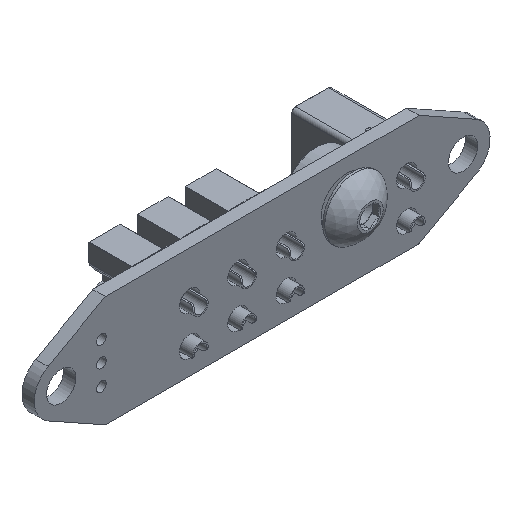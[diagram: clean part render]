
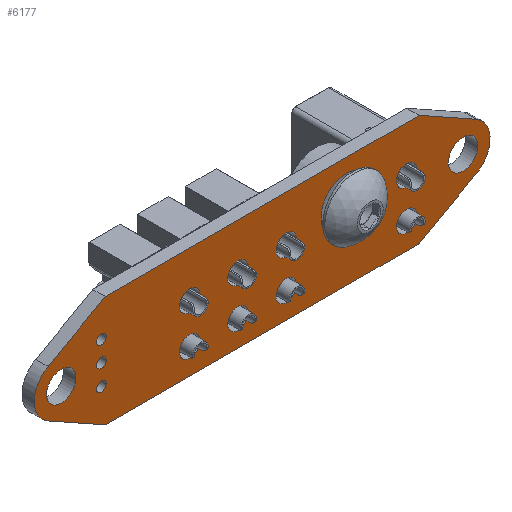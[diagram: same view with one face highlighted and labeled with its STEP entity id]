
A CAD part, isometric view. The second image highlights one B-rep face of the part: STEP entity #6177.
In plain terms, the highlighted planar face has unit normal (0, -1, 0).
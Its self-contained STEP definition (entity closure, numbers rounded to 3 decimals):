
#260=FACE_BOUND('',#1343,.T.);
#261=FACE_BOUND('',#1344,.T.);
#262=FACE_BOUND('',#1345,.T.);
#263=FACE_BOUND('',#1346,.T.);
#264=FACE_BOUND('',#1347,.T.);
#265=FACE_BOUND('',#1348,.T.);
#266=FACE_BOUND('',#1349,.T.);
#267=FACE_BOUND('',#1350,.T.);
#268=FACE_BOUND('',#1351,.T.);
#269=FACE_BOUND('',#1352,.T.);
#270=FACE_BOUND('',#1353,.T.);
#271=FACE_BOUND('',#1354,.T.);
#272=FACE_BOUND('',#1355,.T.);
#273=FACE_BOUND('',#1356,.T.);
#411=PLANE('',#6973);
#941=FACE_OUTER_BOUND('',#1342,.T.);
#1342=EDGE_LOOP('',(#5780,#5781,#5782,#5783,#5784,#5785,#5786,#5787));
#1343=EDGE_LOOP('',(#5788));
#1344=EDGE_LOOP('',(#5789));
#1345=EDGE_LOOP('',(#5790));
#1346=EDGE_LOOP('',(#5791));
#1347=EDGE_LOOP('',(#5792));
#1348=EDGE_LOOP('',(#5793));
#1349=EDGE_LOOP('',(#5794));
#1350=EDGE_LOOP('',(#5795));
#1351=EDGE_LOOP('',(#5796));
#1352=EDGE_LOOP('',(#5797));
#1353=EDGE_LOOP('',(#5798));
#1354=EDGE_LOOP('',(#5799));
#1355=EDGE_LOOP('',(#5800));
#1356=EDGE_LOOP('',(#5801));
#1819=LINE('',#13188,#2299);
#1823=LINE('',#13200,#2303);
#1826=LINE('',#13206,#2306);
#1829=LINE('',#13212,#2309);
#1833=LINE('',#13224,#2313);
#1836=LINE('',#13228,#2316);
#2299=VECTOR('',#8908,10.);
#2303=VECTOR('',#8920,10.);
#2306=VECTOR('',#8925,10.);
#2309=VECTOR('',#8930,10.);
#2313=VECTOR('',#8942,10.);
#2316=VECTOR('',#8947,10.);
#2623=CIRCLE('',#6919,1.906);
#2625=CIRCLE('',#6922,1.906);
#2627=CIRCLE('',#6925,0.625);
#2629=CIRCLE('',#6928,1.328);
#2631=CIRCLE('',#6931,1.328);
#2633=CIRCLE('',#6934,0.625);
#2635=CIRCLE('',#6937,1.328);
#2637=CIRCLE('',#6940,1.328);
#2639=CIRCLE('',#6943,0.625);
#2641=CIRCLE('',#6946,3.313);
#2643=CIRCLE('',#6949,1.328);
#2645=CIRCLE('',#6952,1.328);
#2647=CIRCLE('',#6955,1.328);
#2649=CIRCLE('',#6958,1.328);
#2652=CIRCLE('',#6963,3.5);
#2654=CIRCLE('',#6969,3.5);
#3142=VERTEX_POINT('',#13098);
#3144=VERTEX_POINT('',#13104);
#3146=VERTEX_POINT('',#13110);
#3148=VERTEX_POINT('',#13116);
#3150=VERTEX_POINT('',#13122);
#3152=VERTEX_POINT('',#13128);
#3154=VERTEX_POINT('',#13134);
#3156=VERTEX_POINT('',#13140);
#3158=VERTEX_POINT('',#13146);
#3160=VERTEX_POINT('',#13152);
#3162=VERTEX_POINT('',#13158);
#3164=VERTEX_POINT('',#13164);
#3166=VERTEX_POINT('',#13170);
#3168=VERTEX_POINT('',#13176);
#3172=VERTEX_POINT('',#13185);
#3173=VERTEX_POINT('',#13187);
#3175=VERTEX_POINT('',#13193);
#3177=VERTEX_POINT('',#13199);
#3179=VERTEX_POINT('',#13205);
#3181=VERTEX_POINT('',#13211);
#3183=VERTEX_POINT('',#13217);
#3185=VERTEX_POINT('',#13223);
#3992=EDGE_CURVE('',#3142,#3142,#2623,.T.);
#3995=EDGE_CURVE('',#3144,#3144,#2625,.T.);
#3998=EDGE_CURVE('',#3146,#3146,#2627,.T.);
#4001=EDGE_CURVE('',#3148,#3148,#2629,.T.);
#4004=EDGE_CURVE('',#3150,#3150,#2631,.T.);
#4007=EDGE_CURVE('',#3152,#3152,#2633,.T.);
#4010=EDGE_CURVE('',#3154,#3154,#2635,.T.);
#4013=EDGE_CURVE('',#3156,#3156,#2637,.T.);
#4016=EDGE_CURVE('',#3158,#3158,#2639,.T.);
#4019=EDGE_CURVE('',#3160,#3160,#2641,.T.);
#4022=EDGE_CURVE('',#3162,#3162,#2643,.T.);
#4025=EDGE_CURVE('',#3164,#3164,#2645,.T.);
#4028=EDGE_CURVE('',#3166,#3166,#2647,.T.);
#4031=EDGE_CURVE('',#3168,#3168,#2649,.T.);
#4036=EDGE_CURVE('',#3173,#3172,#1819,.T.);
#4039=EDGE_CURVE('',#3175,#3173,#2652,.T.);
#4042=EDGE_CURVE('',#3177,#3175,#1823,.T.);
#4045=EDGE_CURVE('',#3179,#3177,#1826,.T.);
#4048=EDGE_CURVE('',#3181,#3179,#1829,.T.);
#4051=EDGE_CURVE('',#3183,#3181,#2654,.T.);
#4054=EDGE_CURVE('',#3185,#3183,#1833,.T.);
#4057=EDGE_CURVE('',#3172,#3185,#1836,.T.);
#5780=ORIENTED_EDGE('',*,*,#4057,.T.);
#5781=ORIENTED_EDGE('',*,*,#4054,.T.);
#5782=ORIENTED_EDGE('',*,*,#4051,.T.);
#5783=ORIENTED_EDGE('',*,*,#4048,.T.);
#5784=ORIENTED_EDGE('',*,*,#4045,.T.);
#5785=ORIENTED_EDGE('',*,*,#4042,.T.);
#5786=ORIENTED_EDGE('',*,*,#4039,.T.);
#5787=ORIENTED_EDGE('',*,*,#4036,.T.);
#5788=ORIENTED_EDGE('',*,*,#4031,.T.);
#5789=ORIENTED_EDGE('',*,*,#4028,.T.);
#5790=ORIENTED_EDGE('',*,*,#4025,.T.);
#5791=ORIENTED_EDGE('',*,*,#4022,.T.);
#5792=ORIENTED_EDGE('',*,*,#4019,.T.);
#5793=ORIENTED_EDGE('',*,*,#4016,.T.);
#5794=ORIENTED_EDGE('',*,*,#4013,.T.);
#5795=ORIENTED_EDGE('',*,*,#4010,.T.);
#5796=ORIENTED_EDGE('',*,*,#4007,.T.);
#5797=ORIENTED_EDGE('',*,*,#4004,.T.);
#5798=ORIENTED_EDGE('',*,*,#4001,.T.);
#5799=ORIENTED_EDGE('',*,*,#3998,.T.);
#5800=ORIENTED_EDGE('',*,*,#3995,.T.);
#5801=ORIENTED_EDGE('',*,*,#3992,.T.);
#6177=ADVANCED_FACE('',(#941,#260,#261,#262,#263,#264,#265,#266,#267,#268,
#269,#270,#271,#272,#273),#411,.F.);
#6919=AXIS2_PLACEMENT_3D('',#13099,#8808,#8809);
#6922=AXIS2_PLACEMENT_3D('',#13105,#8815,#8816);
#6925=AXIS2_PLACEMENT_3D('',#13111,#8822,#8823);
#6928=AXIS2_PLACEMENT_3D('',#13117,#8829,#8830);
#6931=AXIS2_PLACEMENT_3D('',#13123,#8836,#8837);
#6934=AXIS2_PLACEMENT_3D('',#13129,#8843,#8844);
#6937=AXIS2_PLACEMENT_3D('',#13135,#8850,#8851);
#6940=AXIS2_PLACEMENT_3D('',#13141,#8857,#8858);
#6943=AXIS2_PLACEMENT_3D('',#13147,#8864,#8865);
#6946=AXIS2_PLACEMENT_3D('',#13153,#8871,#8872);
#6949=AXIS2_PLACEMENT_3D('',#13159,#8878,#8879);
#6952=AXIS2_PLACEMENT_3D('',#13165,#8885,#8886);
#6955=AXIS2_PLACEMENT_3D('',#13171,#8892,#8893);
#6958=AXIS2_PLACEMENT_3D('',#13177,#8899,#8900);
#6963=AXIS2_PLACEMENT_3D('',#13194,#8914,#8915);
#6969=AXIS2_PLACEMENT_3D('',#13218,#8936,#8937);
#6973=AXIS2_PLACEMENT_3D('',#13230,#8950,#8951);
#8808=DIRECTION('center_axis',(0.,1.,0.));
#8809=DIRECTION('ref_axis',(-1.,0.,0.));
#8815=DIRECTION('center_axis',(0.,1.,0.));
#8816=DIRECTION('ref_axis',(-1.,0.,0.));
#8822=DIRECTION('center_axis',(0.,1.,0.));
#8823=DIRECTION('ref_axis',(-1.,0.,0.));
#8829=DIRECTION('center_axis',(0.,1.,0.));
#8830=DIRECTION('ref_axis',(-1.,0.,0.));
#8836=DIRECTION('center_axis',(0.,1.,0.));
#8837=DIRECTION('ref_axis',(-1.,0.,0.));
#8843=DIRECTION('center_axis',(0.,1.,0.));
#8844=DIRECTION('ref_axis',(-1.,0.,0.));
#8850=DIRECTION('center_axis',(0.,1.,0.));
#8851=DIRECTION('ref_axis',(-1.,0.,0.));
#8857=DIRECTION('center_axis',(0.,1.,0.));
#8858=DIRECTION('ref_axis',(-1.,0.,0.));
#8864=DIRECTION('center_axis',(0.,1.,0.));
#8865=DIRECTION('ref_axis',(-1.,0.,0.));
#8871=DIRECTION('center_axis',(0.,1.,0.));
#8872=DIRECTION('ref_axis',(-1.,0.,0.));
#8878=DIRECTION('center_axis',(0.,1.,0.));
#8879=DIRECTION('ref_axis',(-1.,0.,0.));
#8885=DIRECTION('center_axis',(0.,1.,0.));
#8886=DIRECTION('ref_axis',(-1.,0.,0.));
#8892=DIRECTION('center_axis',(0.,1.,0.));
#8893=DIRECTION('ref_axis',(-1.,0.,0.));
#8899=DIRECTION('center_axis',(0.,1.,0.));
#8900=DIRECTION('ref_axis',(-1.,0.,0.));
#8908=DIRECTION('',(-0.873,0.,0.488));
#8914=DIRECTION('center_axis',(0.,-1.,0.));
#8915=DIRECTION('ref_axis',(0.488,0.,0.873));
#8920=DIRECTION('',(0.873,0.,0.488));
#8925=DIRECTION('',(1.,0.,0.));
#8930=DIRECTION('',(0.873,0.,-0.488));
#8936=DIRECTION('center_axis',(0.,-1.,0.));
#8937=DIRECTION('ref_axis',(-0.488,0.,-0.873));
#8942=DIRECTION('',(-0.873,0.,-0.488));
#8947=DIRECTION('',(-1.,0.,0.));
#8950=DIRECTION('center_axis',(0.,1.,0.));
#8951=DIRECTION('ref_axis',(1.,0.,0.));
#13098=CARTESIAN_POINT('',(1.906,-1.6,0.));
#13099=CARTESIAN_POINT('Origin',(0.,-1.6,0.));
#13104=CARTESIAN_POINT('',(-50.177,-1.6,0.));
#13105=CARTESIAN_POINT('Origin',(-52.083,-1.6,0.));
#13110=CARTESIAN_POINT('',(-46.252,-1.6,2.646));
#13111=CARTESIAN_POINT('Origin',(-46.877,-1.6,2.646));
#13116=CARTESIAN_POINT('',(-5.963,-1.6,1.279));
#13117=CARTESIAN_POINT('Origin',(-7.291,-1.6,1.279));
#13122=CARTESIAN_POINT('',(-34.088,-1.6,-3.854));
#13123=CARTESIAN_POINT('Origin',(-35.416,-1.6,-3.854));
#13128=CARTESIAN_POINT('',(-46.252,-1.6,0.));
#13129=CARTESIAN_POINT('Origin',(-46.877,-1.6,0.));
#13134=CARTESIAN_POINT('',(-27.838,-1.6,-3.854));
#13135=CARTESIAN_POINT('Origin',(-29.166,-1.6,-3.854));
#13140=CARTESIAN_POINT('',(-21.588,-1.6,1.279));
#13141=CARTESIAN_POINT('Origin',(-22.916,-1.6,1.279));
#13146=CARTESIAN_POINT('',(-46.252,-1.6,-2.646));
#13147=CARTESIAN_POINT('Origin',(-46.877,-1.6,-2.646));
#13152=CARTESIAN_POINT('',(-11.791,-1.6,2.083));
#13153=CARTESIAN_POINT('Origin',(-15.104,-1.6,2.083));
#13158=CARTESIAN_POINT('',(-27.838,-1.6,1.279));
#13159=CARTESIAN_POINT('Origin',(-29.166,-1.6,1.279));
#13164=CARTESIAN_POINT('',(-5.963,-1.6,-3.854));
#13165=CARTESIAN_POINT('Origin',(-7.291,-1.6,-3.854));
#13170=CARTESIAN_POINT('',(-21.588,-1.6,-3.854));
#13171=CARTESIAN_POINT('Origin',(-22.916,-1.6,-3.854));
#13176=CARTESIAN_POINT('',(-34.088,-1.6,1.279));
#13177=CARTESIAN_POINT('Origin',(-35.416,-1.6,1.279));
#13185=CARTESIAN_POINT('',(-5.7,-1.6,7.2));
#13187=CARTESIAN_POINT('',(1.709,-1.6,3.054));
#13188=CARTESIAN_POINT('',(-5.7,-1.6,7.2));
#13193=CARTESIAN_POINT('',(1.709,-1.6,-3.054));
#13194=CARTESIAN_POINT('Origin',(0.,-1.6,0.));
#13199=CARTESIAN_POINT('',(-5.7,-1.6,-7.2));
#13200=CARTESIAN_POINT('',(-5.7,-1.6,-7.2));
#13205=CARTESIAN_POINT('',(-46.383,-1.6,-7.2));
#13206=CARTESIAN_POINT('',(-46.383,-1.6,-7.2));
#13211=CARTESIAN_POINT('',(-53.792,-1.6,-3.054));
#13212=CARTESIAN_POINT('',(-46.383,-1.6,-7.2));
#13217=CARTESIAN_POINT('',(-53.792,-1.6,3.054));
#13218=CARTESIAN_POINT('Origin',(-52.083,-1.6,0.));
#13223=CARTESIAN_POINT('',(-46.383,-1.6,7.2));
#13224=CARTESIAN_POINT('',(-46.383,-1.6,7.2));
#13228=CARTESIAN_POINT('',(-46.383,-1.6,7.2));
#13230=CARTESIAN_POINT('Origin',(-26.042,-1.6,0.));
